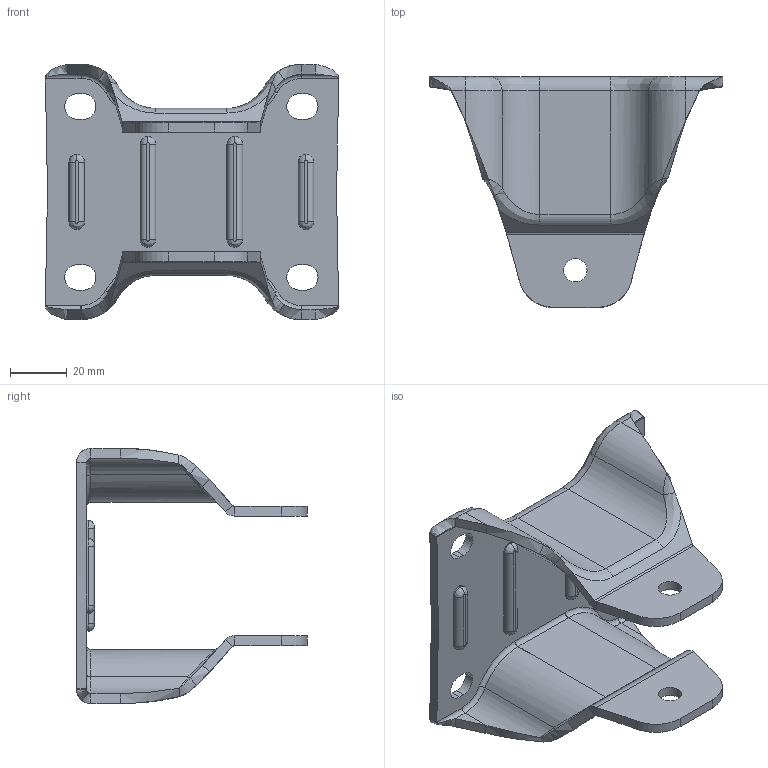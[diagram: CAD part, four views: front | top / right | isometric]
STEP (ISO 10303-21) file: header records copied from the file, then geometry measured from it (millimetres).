
FILE_DESCRIPTION (( 'STEP AP214' ), '1' );
FILE_NAME ('0019509BRL.step', '2023-02-21T10:45:37', ( '' ), ( '' ), 'SwSTEP 2.0', 'SolidWorks 2020', '' );
FILE_SCHEMA (( 'AUTOMOTIVE_DESIGN' ));
Length unit declared in the file: millimetre
Products named in the file (1): 0019509BRL
Bounding box: 103.04 x 81 x 89.74 mm (x, y, z)
Surface area: 37605.6 mm2 (no closed solid volume)
Topology: 0 solids, 5 shells, 505 faces, 1327 edges, 856 vertices
Faces by surface type: plane 269, cylinder 160, bspline 76
Entity records: 24494 total; most frequent: CARTESIAN_POINT 7006, ORIENTED_EDGE 2590, DIRECTION 2270, EDGE_CURVE 1327, LINE 874, VECTOR 874, VERTEX_POINT 856, AXIS2_PLACEMENT_3D 698
